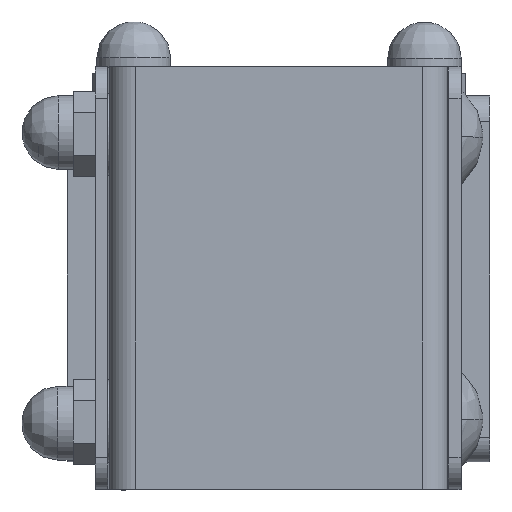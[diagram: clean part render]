
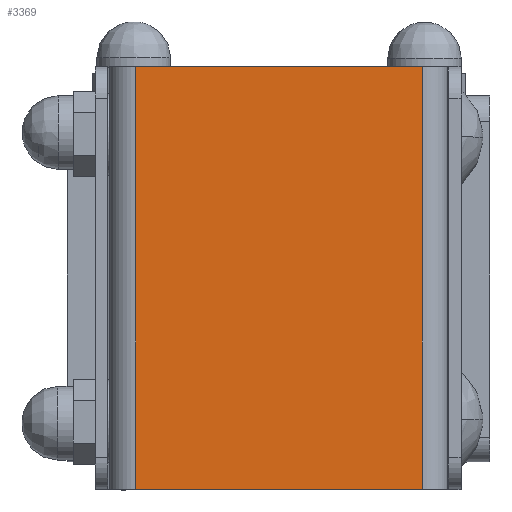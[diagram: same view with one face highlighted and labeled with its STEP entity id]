
A CAD part, top view. The second image highlights one B-rep face of the part: STEP entity #3369.
In plain terms, the highlighted planar face has unit normal (0, 0, 1).
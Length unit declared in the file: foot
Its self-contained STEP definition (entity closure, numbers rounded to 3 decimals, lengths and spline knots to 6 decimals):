
#459=LINE('',#6609,#743);
#462=LINE('',#6624,#746);
#470=LINE('',#6642,#754);
#471=LINE('',#6643,#755);
#743=VECTOR('',#5324,1.);
#746=VECTOR('',#5337,1.);
#754=VECTOR('',#5359,1.);
#755=VECTOR('',#5360,1.);
#1063=FACE_OUTER_BOUND('',#1287,.T.);
#1287=EDGE_LOOP('',(#2743,#2744,#2745,#2746));
#1690=VERTEX_POINT('',#6606);
#1691=VERTEX_POINT('',#6608);
#1697=VERTEX_POINT('',#6621);
#1698=VERTEX_POINT('',#6623);
#2054=EDGE_CURVE('',#1690,#1691,#459,.T.);
#2061=EDGE_CURVE('',#1697,#1698,#462,.T.);
#2071=EDGE_CURVE('',#1690,#1698,#470,.T.);
#2072=EDGE_CURVE('',#1697,#1691,#471,.T.);
#2743=ORIENTED_EDGE('',*,*,#2054,.F.);
#2744=ORIENTED_EDGE('',*,*,#2071,.T.);
#2745=ORIENTED_EDGE('',*,*,#2061,.F.);
#2746=ORIENTED_EDGE('',*,*,#2072,.T.);
#3189=PLANE('',#4562);
#3369=ADVANCED_FACE('',(#1063),#3189,.T.);
#4562=AXIS2_PLACEMENT_3D('',#6641,#5357,#5358);
#5324=DIRECTION('',(1.,0.,0.));
#5337=DIRECTION('',(-1.,0.,0.));
#5357=DIRECTION('center_axis',(0.,0.,
1.));
#5358=DIRECTION('ref_axis',(0.,-1.,0.));
#5359=DIRECTION('',(0.,-1.,0.));
#5360=DIRECTION('',(0.,1.,0.));
#6606=CARTESIAN_POINT('',(-0.070406,0.10398,0.05388));
#6608=CARTESIAN_POINT('',(0.070762,0.10398,0.05388));
#6609=CARTESIAN_POINT('',(-0.070406,0.10398,0.05388));
#6621=CARTESIAN_POINT('',(0.070762,-0.104353,0.05388));
#6623=CARTESIAN_POINT('',(-0.070406,-0.104353,0.05388));
#6624=CARTESIAN_POINT('',(0.070762,-0.104353,0.05388));
#6641=CARTESIAN_POINT('Origin',(-0.070406,0.10398,0.05388));
#6642=CARTESIAN_POINT('',(-0.070406,0.10398,0.05388));
#6643=CARTESIAN_POINT('',(0.070762,0.10398,0.05388));
